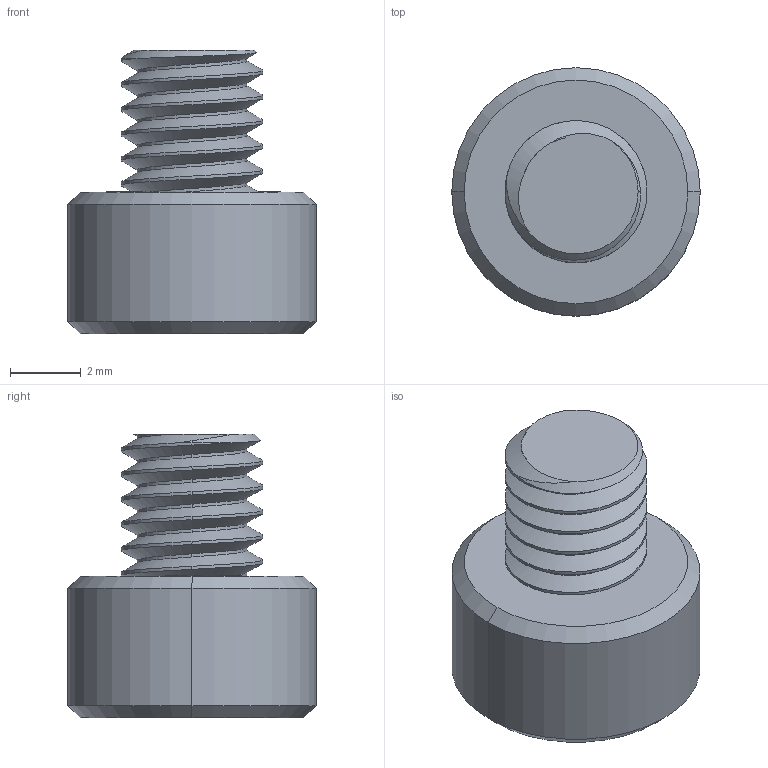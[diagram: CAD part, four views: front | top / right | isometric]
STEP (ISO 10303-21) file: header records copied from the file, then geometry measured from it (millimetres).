
FILE_DESCRIPTION (( 'STEP AP214' ), '1' );
FILE_NAME ('11-4604.STEP', '2025-09-11T13:33:15', ( '' ), ( '' ), 'SwSTEP 2.0', 'SolidWorks 2025', '' );
FILE_SCHEMA (( 'AUTOMOTIVE_DESIGN' ));
Length unit declared in the file: millimetre
Products named in the file (1): 11-4604
Bounding box: 7 x 7 x 8 mm (x, y, z)
Volume: 173.4 mm3; surface area: 254.9 mm2
Topology: 1 solids, 1 shells, 52 faces, 127 edges, 79 vertices
Faces by surface type: cylinder 26, cone 14, plane 10, bspline 2
Entity records: 2349 total; most frequent: CARTESIAN_POINT 1267, ORIENTED_EDGE 254, DIRECTION 189, EDGE_CURVE 127, VERTEX_POINT 79, AXIS2_PLACEMENT_3D 73, EDGE_LOOP 54, ADVANCED_FACE 52
